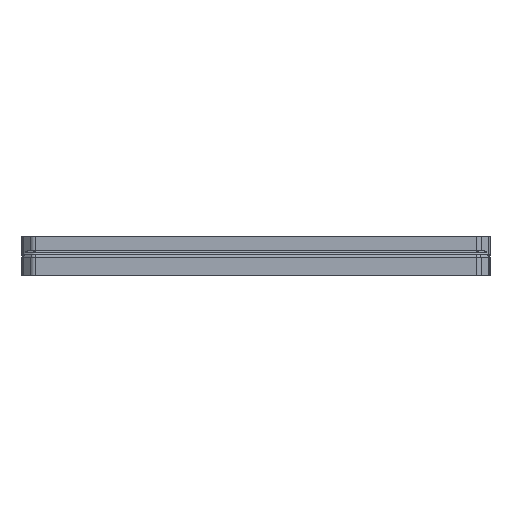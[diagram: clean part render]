
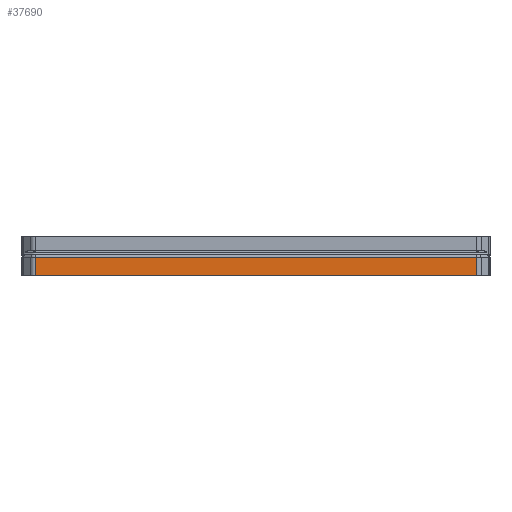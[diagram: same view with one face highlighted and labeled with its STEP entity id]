
A CAD part, left-side view. The second image highlights one B-rep face of the part: STEP entity #37690.
In plain terms, the highlighted planar face has unit normal (-1, 0, 0).
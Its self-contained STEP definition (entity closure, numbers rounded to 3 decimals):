
#37651=CARTESIAN_POINT('',(1182.607,194.35,-0.));
#37652=DIRECTION('',(1.,0.,0.));
#37653=DIRECTION('',(0.,0.,-1.));
#37654=AXIS2_PLACEMENT_3D('',#37651,#37652,#37653);
#37655=PLANE('',#37654);
#37656=CARTESIAN_POINT('',(1182.607,122.678,-0.));
#37657=VERTEX_POINT('',#37656);
#37658=CARTESIAN_POINT('',(1182.607,122.678,5.879));
#37659=VERTEX_POINT('',#37658);
#37660=CARTESIAN_POINT('',(1182.607,122.678,-0.));
#37661=DIRECTION('',(0.,0.,1.));
#37662=VECTOR('',#37661,5.879);
#37663=LINE('',#37660,#37662);
#37664=EDGE_CURVE('',#37657,#37659,#37663,.T.);
#37665=ORIENTED_EDGE('',*,*,#37664,.T.);
#37666=CARTESIAN_POINT('',(1182.607,266.022,5.879));
#37667=VERTEX_POINT('',#37666);
#37668=CARTESIAN_POINT('',(1182.607,122.678,5.879));
#37669=DIRECTION('',(0.,1.,0.));
#37670=VECTOR('',#37669,143.343);
#37671=LINE('',#37668,#37670);
#37672=EDGE_CURVE('',#37659,#37667,#37671,.T.);
#37673=ORIENTED_EDGE('',*,*,#37672,.T.);
#37674=CARTESIAN_POINT('',(1182.607,266.022,-0.));
#37675=VERTEX_POINT('',#37674);
#37676=CARTESIAN_POINT('',(1182.607,266.022,5.879));
#37677=DIRECTION('',(-0.,-0.,-1.));
#37678=VECTOR('',#37677,5.879);
#37679=LINE('',#37676,#37678);
#37680=EDGE_CURVE('',#37667,#37675,#37679,.T.);
#37681=ORIENTED_EDGE('',*,*,#37680,.T.);
#37682=CARTESIAN_POINT('',(1182.607,122.678,-0.));
#37683=DIRECTION('',(0.,1.,0.));
#37684=VECTOR('',#37683,143.343);
#37685=LINE('',#37682,#37684);
#37686=EDGE_CURVE('',#37657,#37675,#37685,.T.);
#37687=ORIENTED_EDGE('',*,*,#37686,.F.);
#37688=EDGE_LOOP('',(#37665,#37673,#37681,#37687));
#37689=FACE_BOUND('',#37688,.T.);
#37690=ADVANCED_FACE('',(#37689),#37655,.F.);
